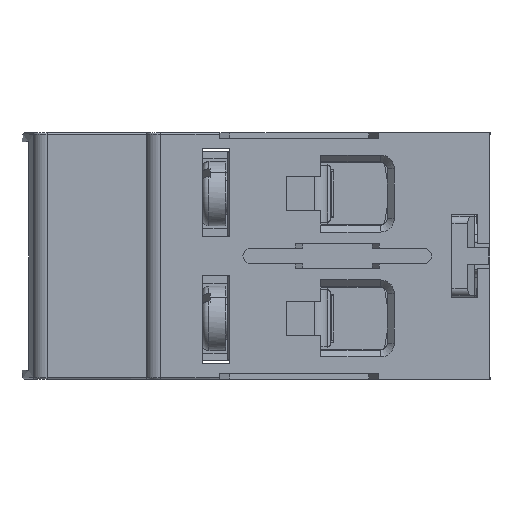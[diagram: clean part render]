
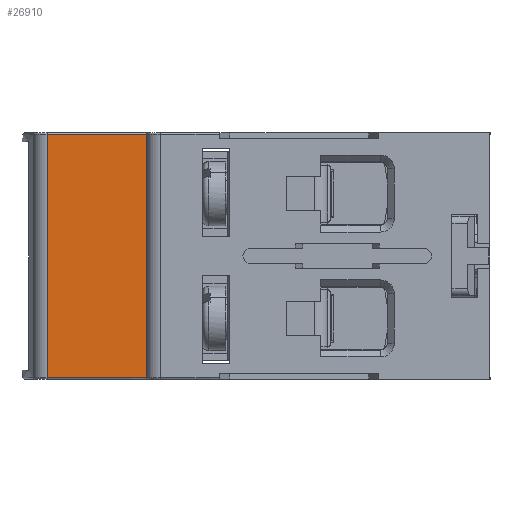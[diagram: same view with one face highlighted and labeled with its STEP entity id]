
A CAD part, left-side view. The second image highlights one B-rep face of the part: STEP entity #26910.
In plain terms, the highlighted planar face has unit normal (-1, 0.011, 0).
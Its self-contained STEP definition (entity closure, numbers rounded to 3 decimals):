
#471 = ORIENTED_EDGE ( 'NONE', *, *, #53471, .T. ) ;
#978 = CARTESIAN_POINT ( 'NONE',  ( -22.35, 99.077, 17.55 ) ) ;
#6633 = DIRECTION ( 'NONE',  ( 1., -0.01, 0. ) ) ;
#7558 = DIRECTION ( 'NONE',  ( 0.01, 1., 0. ) ) ;
#7819 = CARTESIAN_POINT ( 'NONE',  ( -22.5, 84.742, 17.55 ) ) ;
#8486 = ORIENTED_EDGE ( 'NONE', *, *, #31453, .T. ) ;
#11049 = VECTOR ( 'NONE', #69551, 1000. ) ;
#13351 = CARTESIAN_POINT ( 'NONE',  ( -22.35, 99.077, 17.75 ) ) ;
#14065 = CARTESIAN_POINT ( 'NONE',  ( -22.5, 84.742, 17.75 ) ) ;
#16018 = VECTOR ( 'NONE', #7558, 1000. ) ;
#20153 = VERTEX_POINT ( 'NONE', #49292 ) ;
#22053 = VECTOR ( 'NONE', #47778, 1000. ) ;
#22736 = CARTESIAN_POINT ( 'NONE',  ( -22.5, 84.742, -17.55 ) ) ;
#23373 = CARTESIAN_POINT ( 'NONE',  ( -22.35, 99.077, -17.55 ) ) ;
#25091 = VECTOR ( 'NONE', #62049, 1000. ) ;
#26910 = ADVANCED_FACE ( 'NONE', ( #29580 ), #35618, .F. ) ;
#27141 = LINE ( 'NONE', #14065, #11049 ) ;
#27599 = VERTEX_POINT ( 'NONE', #978 ) ;
#27725 = CARTESIAN_POINT ( 'NONE',  ( -22.5, 84.742, -17.55 ) ) ;
#28372 = LINE ( 'NONE', #7819, #16018 ) ;
#29580 = FACE_OUTER_BOUND ( 'NONE', #46693, .T. ) ;
#30193 = EDGE_CURVE ( 'NONE', #27599, #66721, #53683, .T. ) ;
#31453 = EDGE_CURVE ( 'NONE', #20153, #27599, #28372, .T. ) ;
#35618 = PLANE ( 'NONE',  #36879 ) ;
#36879 = AXIS2_PLACEMENT_3D ( 'NONE', #72994, #6633, #42515 ) ;
#42515 = DIRECTION ( 'NONE',  ( 0.01, 1., 0. ) ) ;
#46693 = EDGE_LOOP ( 'NONE', ( #58976, #471, #67897, #8486 ) ) ;
#47778 = DIRECTION ( 'NONE',  ( -0.01, -1., 0. ) ) ;
#49292 = CARTESIAN_POINT ( 'NONE',  ( -22.5, 84.742, 17.55 ) ) ;
#52715 = EDGE_CURVE ( 'NONE', #20153, #67661, #27141, .T. ) ;
#53471 = EDGE_CURVE ( 'NONE', #66721, #67661, #75288, .T. ) ;
#53683 = LINE ( 'NONE', #13351, #25091 ) ;
#58976 = ORIENTED_EDGE ( 'NONE', *, *, #30193, .T. ) ;
#62049 = DIRECTION ( 'NONE',  ( 0., 0., -1. ) ) ;
#66721 = VERTEX_POINT ( 'NONE', #23373 ) ;
#67661 = VERTEX_POINT ( 'NONE', #27725 ) ;
#67897 = ORIENTED_EDGE ( 'NONE', *, *, #52715, .F. ) ;
#69551 = DIRECTION ( 'NONE',  ( 0., 0., -1. ) ) ;
#72994 = CARTESIAN_POINT ( 'NONE',  ( -22.5, 84.742, 17.75 ) ) ;
#75288 = LINE ( 'NONE', #22736, #22053 ) ;
